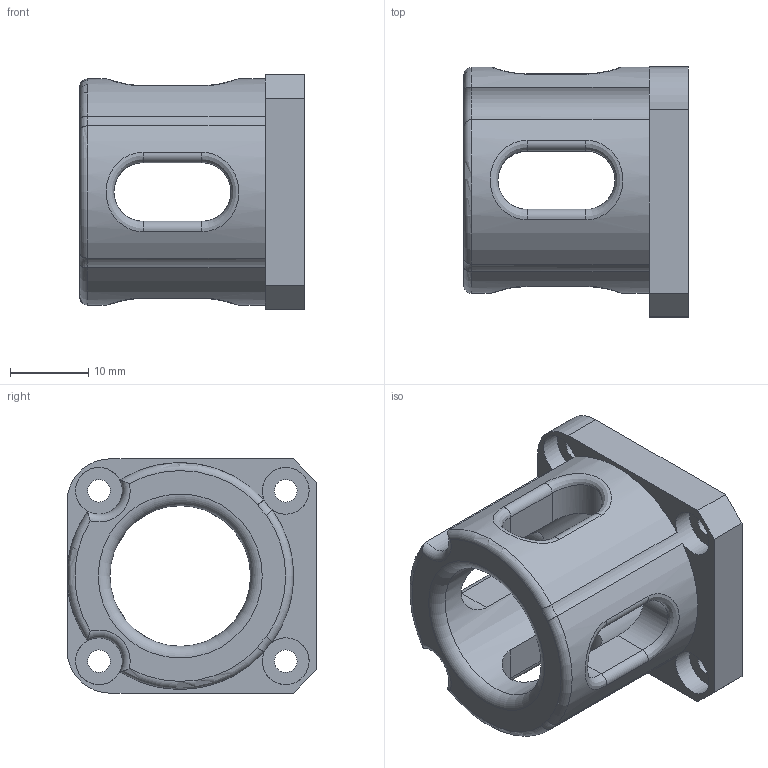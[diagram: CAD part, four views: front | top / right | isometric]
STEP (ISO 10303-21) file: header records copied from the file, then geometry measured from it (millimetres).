
FILE_DESCRIPTION(/* description */ (''),/* implementation_level */ '2;1');
FILE_NAME(/* name */ 'flashhider3 v1.step',/* time_stamp */ '2022-11-20T14:59:09-05:00',/* author */ (''),/* organization */ (''),/* preprocessor_version */ 'ST-DEVELOPER v19.2',/* originating_system */ 'Autodesk Translation Framework v11.17.0.187',/* authorisation */ '');
FILE_SCHEMA (('AUTOMOTIVE_DESIGN { 1 0 10303 214 3 1 1 }'));
Length unit declared in the file: millimetre
Products named in the file (1): flashhider3
Bounding box: 28.75 x 32.01 x 30 mm (x, y, z)
Volume: 9874.5 mm3; surface area: 5931.4 mm2
Topology: 1 solids, 1 shells, 69 faces, 184 edges, 116 vertices
Faces by surface type: cylinder 31, plane 21, torus 9, bspline 8
Full cylindrical faces by diameter (mm): 2.9 x4, 6 x4, 18 x1
Entity records: 5393 total; most frequent: CARTESIAN_POINT 3650, ORIENTED_EDGE 368, DIRECTION 337, EDGE_CURVE 184, AXIS2_PLACEMENT_3D 129, VERTEX_POINT 116, EDGE_LOOP 86, LINE 79
